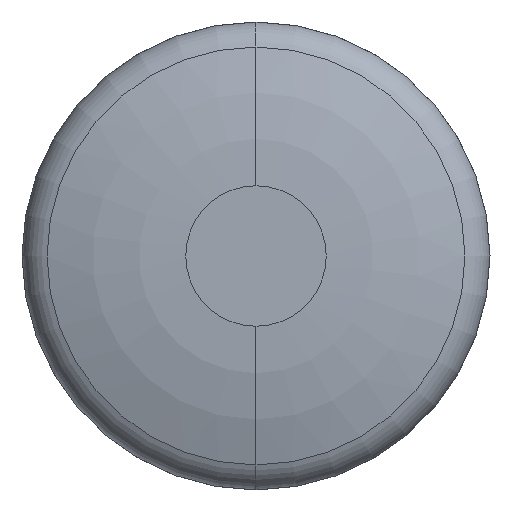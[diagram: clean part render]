
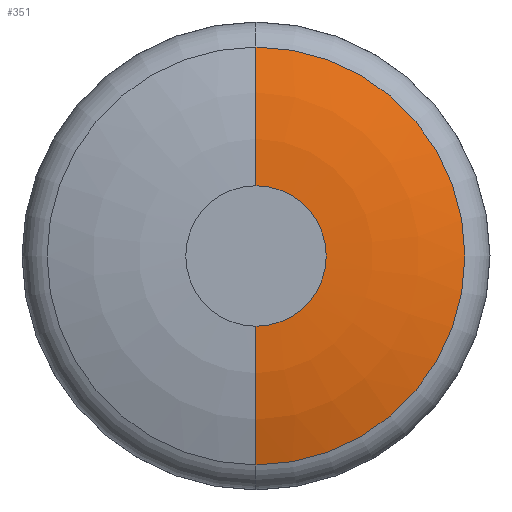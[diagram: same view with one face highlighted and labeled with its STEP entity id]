
A CAD part, front view. The second image highlights one B-rep face of the part: STEP entity #351.
In plain terms, the highlighted toroidal (fillet/blend) face has major radius 1.429 mm and minor radius 8.572 mm.
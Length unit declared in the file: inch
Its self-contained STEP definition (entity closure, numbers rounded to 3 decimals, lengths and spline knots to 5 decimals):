
#5 = CARTESIAN_POINT ( 'NONE',  ( 0., 0., 0.05625 ) ) ;
#9 = CIRCLE ( 'NONE', #282, 0.3375 ) ;
#32 = CARTESIAN_POINT ( 'NONE',  ( 0., 0.3375, 0.05625 ) ) ;
#43 = EDGE_LOOP ( 'NONE', ( #84, #411, #271, #570 ) ) ;
#49 = CARTESIAN_POINT ( 'NONE',  ( 0., 0.01882, -0.16738 ) ) ;
#84 = ORIENTED_EDGE ( 'NONE', *, *, #153, .T. ) ;
#90 = VERTEX_POINT ( 'NONE', #227 ) ;
#117 = EDGE_CURVE ( 'NONE', #296, #256, #394, .T. ) ;
#122 = CARTESIAN_POINT ( 'NONE',  ( 0., 0.3375, 0. ) ) ;
#125 = EDGE_CURVE ( 'NONE', #90, #256, #9, .T. ) ;
#130 = DIRECTION ( 'NONE',  ( 0., 0., -1. ) ) ;
#133 = FACE_OUTER_BOUND ( 'NONE', #43, .T. ) ;
#145 = AXIS2_PLACEMENT_3D ( 'NONE', #344, #339, #562 ) ;
#153 = EDGE_CURVE ( 'NONE', #230, #90, #175, .T. ) ;
#175 = CIRCLE ( 'NONE', #575, 0.16738 ) ;
#181 = DIRECTION ( 'NONE',  ( 0., -1., 0. ) ) ;
#227 = CARTESIAN_POINT ( 'NONE',  ( 0., 0.01882, 0.16738 ) ) ;
#230 = VERTEX_POINT ( 'NONE', #49 ) ;
#256 = VERTEX_POINT ( 'NONE', #5 ) ;
#271 = ORIENTED_EDGE ( 'NONE', *, *, #117, .F. ) ;
#282 = AXIS2_PLACEMENT_3D ( 'NONE', #32, #403, #574 ) ;
#296 = VERTEX_POINT ( 'NONE', #392 ) ;
#312 = DIRECTION ( 'NONE',  ( 0., 0., -1. ) ) ;
#318 = EDGE_CURVE ( 'NONE', #230, #296, #410, .T. ) ;
#339 = DIRECTION ( 'NONE',  ( -1., 0., 0. ) ) ;
#344 = CARTESIAN_POINT ( 'NONE',  ( 0., 0.3375, -0.05625 ) ) ;
#351 = ADVANCED_FACE ( 'NONE', ( #133 ), #460, .T. ) ;
#355 = AXIS2_PLACEMENT_3D ( 'NONE', #122, #397, #130 ) ;
#378 = CARTESIAN_POINT ( 'NONE',  ( 0., 0.01882, 0. ) ) ;
#392 = CARTESIAN_POINT ( 'NONE',  ( 0., 0., -0.05625 ) ) ;
#394 = CIRCLE ( 'NONE', #506, 0.05625 ) ;
#397 = DIRECTION ( 'NONE',  ( 0., -1., 0. ) ) ;
#403 = DIRECTION ( 'NONE',  ( 1., 0., 0. ) ) ;
#410 = CIRCLE ( 'NONE', #145, 0.3375 ) ;
#411 = ORIENTED_EDGE ( 'NONE', *, *, #125, .T. ) ;
#427 = DIRECTION ( 'NONE',  ( 0., 0., -1. ) ) ;
#460 = TOROIDAL_SURFACE ( 'NONE', #355, 0.05625, 0.3375 ) ;
#506 = AXIS2_PLACEMENT_3D ( 'NONE', #540, #181, #312 ) ;
#540 = CARTESIAN_POINT ( 'NONE',  ( 0., 0., 0. ) ) ;
#545 = DIRECTION ( 'NONE',  ( 0., -1., 0. ) ) ;
#562 = DIRECTION ( 'NONE',  ( 0., 0., 1. ) ) ;
#570 = ORIENTED_EDGE ( 'NONE', *, *, #318, .F. ) ;
#574 = DIRECTION ( 'NONE',  ( 0., 0., -1. ) ) ;
#575 = AXIS2_PLACEMENT_3D ( 'NONE', #378, #545, #427 ) ;
